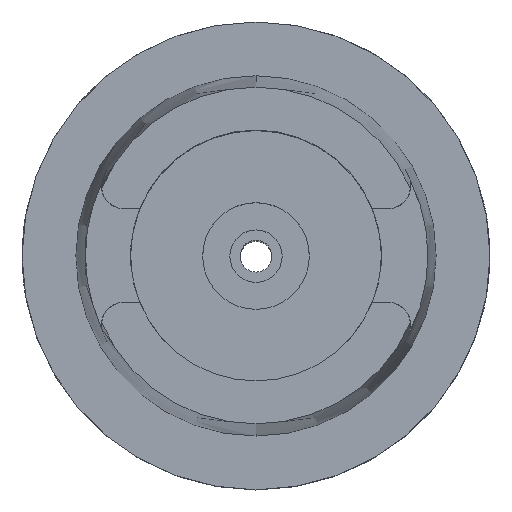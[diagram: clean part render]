
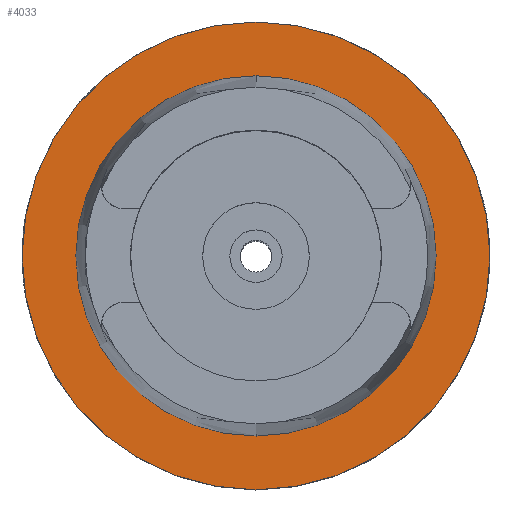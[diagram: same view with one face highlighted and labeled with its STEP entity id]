
A CAD part, top view. The second image highlights one B-rep face of the part: STEP entity #4033.
In plain terms, the highlighted planar face has unit normal (0, 0, 1).
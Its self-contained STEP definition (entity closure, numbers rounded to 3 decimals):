
#1895=CARTESIAN_POINT('',(0.,0.,0.));
#1896=DIRECTION('',(0.,0.,-1.));
#1897=DIRECTION('',(0.,-1.,0.));
#1898=AXIS2_PLACEMENT_3D('',#1895,#1896,#1897);
#1903=CARTESIAN_POINT('',(0.,0.,0.));
#1904=DIRECTION('',(0.,0.,-1.));
#1905=DIRECTION('',(0.,1.,0.));
#1906=AXIS2_PLACEMENT_3D('',#1903,#1904,#1905);
#1911=CARTESIAN_POINT('',(0.,0.,0.));
#1912=DIRECTION('',(0.,0.,1.));
#1913=DIRECTION('',(0.,-1.,0.));
#1914=AXIS2_PLACEMENT_3D('',#1911,#1912,#1913);
#1919=CARTESIAN_POINT('',(0.,0.,0.));
#1920=DIRECTION('',(0.,0.,1.));
#1921=DIRECTION('',(0.,1.,0.));
#1922=AXIS2_PLACEMENT_3D('',#1919,#1920,#1921);
#2269=CARTESIAN_POINT('',(0.,-48.134,0.));
#2270=VERTEX_POINT('',#2269);
#2271=CARTESIAN_POINT('',(0.,48.134,0.));
#2272=VERTEX_POINT('',#2271);
#2543=CARTESIAN_POINT('',(0.,62.5,0.));
#2544=VERTEX_POINT('',#2543);
#2545=CARTESIAN_POINT('',(0.,-62.5,0.));
#2546=VERTEX_POINT('',#2545);
#4020=CARTESIAN_POINT('',(0.,0.,0.));
#4021=DIRECTION('',(0.,0.,-1.));
#4022=DIRECTION('',(0.,-1.,0.));
#4023=AXIS2_PLACEMENT_3D('',#4020,#4021,#4022);
#4024=PLANE('',#4023);
#4025=ORIENTED_EDGE('',*,*,#3779,.T.);
#4026=ORIENTED_EDGE('',*,*,#3897,.T.);
#4027=EDGE_LOOP('',(#4025,#4026));
#4028=FACE_OUTER_BOUND('',#4027,.F.);
#4029=ORIENTED_EDGE('',*,*,#2753,.T.);
#4030=ORIENTED_EDGE('',*,*,#2717,.T.);
#4031=EDGE_LOOP('',(#4029,#4030));
#4032=FACE_BOUND('',#4031,.F.);
#1899=CIRCLE('',#1898,62.5);
#1907=CIRCLE('',#1906,62.5);
#1915=CIRCLE('',#1914,48.134);
#1923=CIRCLE('',#1922,48.134);
#2717=EDGE_CURVE('',#2272,#2270,#1923,.T.);
#2753=EDGE_CURVE('',#2270,#2272,#1915,.T.);
#3779=EDGE_CURVE('',#2546,#2544,#1899,.T.);
#3897=EDGE_CURVE('',#2544,#2546,#1907,.T.);
#4033=ADVANCED_FACE('',(#4028,#4032),#4024,.F.);
